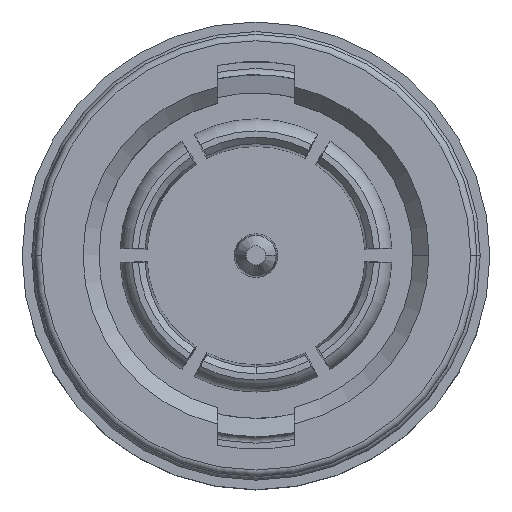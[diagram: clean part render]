
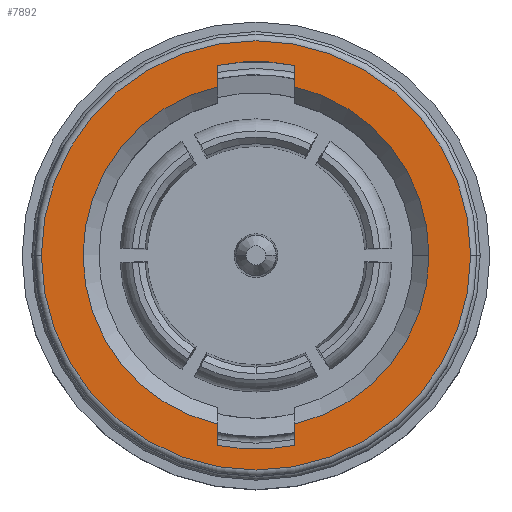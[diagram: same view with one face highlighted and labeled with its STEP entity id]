
A CAD part, top view. The second image highlights one B-rep face of the part: STEP entity #7892.
In plain terms, the highlighted planar face has unit normal (0, 0, 1).
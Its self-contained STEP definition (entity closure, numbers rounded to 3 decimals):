
#55 = DIRECTION ( 'NONE',  ( -1., 0., 0. ) ) ;
#81 = VERTEX_POINT ( 'NONE', #7146 ) ;
#105 = EDGE_LOOP ( 'NONE', ( #14427, #14620, #13121, #10864, #8966, #5254, #15781, #467, #5119 ) ) ;
#319 = EDGE_LOOP ( 'NONE', ( #13222, #4129 ) ) ;
#467 = ORIENTED_EDGE ( 'NONE', *, *, #5715, .F. ) ;
#664 = VERTEX_POINT ( 'NONE', #13630 ) ;
#679 = VERTEX_POINT ( 'NONE', #1331 ) ;
#739 = CARTESIAN_POINT ( 'NONE',  ( 1.2, -5.93, 0.85 ) ) ;
#742 = VECTOR ( 'NONE', #15910, 1000. ) ;
#782 = DIRECTION ( 'NONE',  ( 0., -1., 0. ) ) ;
#868 = CARTESIAN_POINT ( 'NONE',  ( 0., 0., 0.85 ) ) ;
#1166 = AXIS2_PLACEMENT_3D ( 'NONE', #1356, #6183, #12412 ) ;
#1189 = EDGE_CURVE ( 'NONE', #9298, #12282, #9156, .T. ) ;
#1331 = CARTESIAN_POINT ( 'NONE',  ( -1.2, 5.265, 0.85 ) ) ;
#1356 = CARTESIAN_POINT ( 'NONE',  ( 0., 0., 0.85 ) ) ;
#1538 = DIRECTION ( 'NONE',  ( 0., 0., -1. ) ) ;
#2131 = LINE ( 'NONE', #8678, #8297 ) ;
#2136 = CIRCLE ( 'NONE', #1166, 5.4 ) ;
#2441 = EDGE_CURVE ( 'NONE', #4285, #3361, #7255, .T. ) ;
#2873 = EDGE_CURVE ( 'NONE', #15321, #3176, #3854, .T. ) ;
#3068 = CARTESIAN_POINT ( 'NONE',  ( 0., 0., 0.85 ) ) ;
#3176 = VERTEX_POINT ( 'NONE', #739 ) ;
#3338 = CARTESIAN_POINT ( 'NONE',  ( 1.2, 5.93, 0.85 ) ) ;
#3361 = VERTEX_POINT ( 'NONE', #6150 ) ;
#3516 = VECTOR ( 'NONE', #5150, 1000. ) ;
#3562 = CARTESIAN_POINT ( 'NONE',  ( 0., 0., 0.85 ) ) ;
#3854 = CIRCLE ( 'NONE', #12692, 6.05 ) ;
#4006 = PLANE ( 'NONE',  #8958 ) ;
#4129 = ORIENTED_EDGE ( 'NONE', *, *, #2441, .T. ) ;
#4285 = VERTEX_POINT ( 'NONE', #6816 ) ;
#4375 = AXIS2_PLACEMENT_3D ( 'NONE', #3068, #6745, #9321 ) ;
#4491 = CARTESIAN_POINT ( 'NONE',  ( 1.2, 5.265, 0.85 ) ) ;
#4847 = CARTESIAN_POINT ( 'NONE',  ( 0., 0., 0.85 ) ) ;
#5119 = ORIENTED_EDGE ( 'NONE', *, *, #14125, .F. ) ;
#5150 = DIRECTION ( 'NONE',  ( 0., -1., 0. ) ) ;
#5254 = ORIENTED_EDGE ( 'NONE', *, *, #2873, .F. ) ;
#5269 = FACE_BOUND ( 'NONE', #105, .T. ) ;
#5585 = CARTESIAN_POINT ( 'NONE',  ( -1.2, 5.93, 0.85 ) ) ;
#5641 = LINE ( 'NONE', #8691, #3516 ) ;
#5715 = EDGE_CURVE ( 'NONE', #679, #81, #8666, .T. ) ;
#5820 = DIRECTION ( 'NONE',  ( 0., 0., 1. ) ) ;
#5850 = CARTESIAN_POINT ( 'NONE',  ( 1.2, -5.265, 0.85 ) ) ;
#6018 = EDGE_CURVE ( 'NONE', #15235, #9298, #11356, .T. ) ;
#6137 = DIRECTION ( 'NONE',  ( 0., 0., 1. ) ) ;
#6150 = CARTESIAN_POINT ( 'NONE',  ( -6.7, 0., 0.85 ) ) ;
#6183 = DIRECTION ( 'NONE',  ( 0., 0., 1. ) ) ;
#6431 = CARTESIAN_POINT ( 'NONE',  ( 0., 0., 0.85 ) ) ;
#6487 = EDGE_CURVE ( 'NONE', #81, #15321, #5641, .T. ) ;
#6692 = EDGE_CURVE ( 'NONE', #3361, #4285, #15275, .T. ) ;
#6745 = DIRECTION ( 'NONE',  ( 0., 0., 1. ) ) ;
#6816 = CARTESIAN_POINT ( 'NONE',  ( 6.7, 0., 0.85 ) ) ;
#7146 = CARTESIAN_POINT ( 'NONE',  ( -1.2, -5.265, 0.85 ) ) ;
#7255 = CIRCLE ( 'NONE', #11537, 6.7 ) ;
#7892 = ADVANCED_FACE ( 'NONE', ( #14946, #5269 ), #4006, .F. ) ;
#8260 = DIRECTION ( 'NONE',  ( -1., 0., 0. ) ) ;
#8292 = DIRECTION ( 'NONE',  ( 0., 0., 1. ) ) ;
#8297 = VECTOR ( 'NONE', #8885, 1000. ) ;
#8606 = LINE ( 'NONE', #11846, #12684 ) ;
#8666 = CIRCLE ( 'NONE', #15222, 5.4 ) ;
#8678 = CARTESIAN_POINT ( 'NONE',  ( 1.2, -4.751, 0.85 ) ) ;
#8691 = CARTESIAN_POINT ( 'NONE',  ( -1.2, -4.751, 0.85 ) ) ;
#8885 = DIRECTION ( 'NONE',  ( 0., 1., 0. ) ) ;
#8958 = AXIS2_PLACEMENT_3D ( 'NONE', #6431, #1538, #12437 ) ;
#8966 = ORIENTED_EDGE ( 'NONE', *, *, #12066, .F. ) ;
#9156 = CIRCLE ( 'NONE', #14051, 6.05 ) ;
#9298 = VERTEX_POINT ( 'NONE', #3338 ) ;
#9321 = DIRECTION ( 'NONE',  ( -1., 0., 0. ) ) ;
#10864 = ORIENTED_EDGE ( 'NONE', *, *, #13613, .F. ) ;
#10922 = DIRECTION ( 'NONE',  ( 1., 0., 0. ) ) ;
#11231 = AXIS2_PLACEMENT_3D ( 'NONE', #13248, #14598, #10922 ) ;
#11356 = LINE ( 'NONE', #13428, #742 ) ;
#11399 = CARTESIAN_POINT ( 'NONE',  ( 0., 0., 0.85 ) ) ;
#11537 = AXIS2_PLACEMENT_3D ( 'NONE', #4847, #6137, #55 ) ;
#11846 = CARTESIAN_POINT ( 'NONE',  ( -1.2, 4.751, 0.85 ) ) ;
#12066 = EDGE_CURVE ( 'NONE', #3176, #14572, #2131, .T. ) ;
#12282 = VERTEX_POINT ( 'NONE', #5585 ) ;
#12412 = DIRECTION ( 'NONE',  ( 1., 0., 0. ) ) ;
#12417 = DIRECTION ( 'NONE',  ( 1., 0., 0. ) ) ;
#12437 = DIRECTION ( 'NONE',  ( -1., 0., 0. ) ) ;
#12684 = VECTOR ( 'NONE', #782, 1000. ) ;
#12692 = AXIS2_PLACEMENT_3D ( 'NONE', #11399, #14744, #12417 ) ;
#13121 = ORIENTED_EDGE ( 'NONE', *, *, #15566, .F. ) ;
#13222 = ORIENTED_EDGE ( 'NONE', *, *, #6692, .T. ) ;
#13248 = CARTESIAN_POINT ( 'NONE',  ( 0., 0., 0.85 ) ) ;
#13428 = CARTESIAN_POINT ( 'NONE',  ( 1.2, 4.751, 0.85 ) ) ;
#13613 = EDGE_CURVE ( 'NONE', #14572, #664, #13932, .T. ) ;
#13630 = CARTESIAN_POINT ( 'NONE',  ( 5.4, 0., 0.85 ) ) ;
#13932 = CIRCLE ( 'NONE', #11231, 5.4 ) ;
#14051 = AXIS2_PLACEMENT_3D ( 'NONE', #868, #8292, #8260 ) ;
#14125 = EDGE_CURVE ( 'NONE', #12282, #679, #8606, .T. ) ;
#14427 = ORIENTED_EDGE ( 'NONE', *, *, #1189, .F. ) ;
#14572 = VERTEX_POINT ( 'NONE', #5850 ) ;
#14598 = DIRECTION ( 'NONE',  ( 0., 0., 1. ) ) ;
#14620 = ORIENTED_EDGE ( 'NONE', *, *, #6018, .F. ) ;
#14690 = CARTESIAN_POINT ( 'NONE',  ( -1.2, -5.93, 0.85 ) ) ;
#14744 = DIRECTION ( 'NONE',  ( 0., 0., 1. ) ) ;
#14946 = FACE_OUTER_BOUND ( 'NONE', #319, .T. ) ;
#15222 = AXIS2_PLACEMENT_3D ( 'NONE', #3562, #5820, #15878 ) ;
#15235 = VERTEX_POINT ( 'NONE', #4491 ) ;
#15275 = CIRCLE ( 'NONE', #4375, 6.7 ) ;
#15321 = VERTEX_POINT ( 'NONE', #14690 ) ;
#15566 = EDGE_CURVE ( 'NONE', #664, #15235, #2136, .T. ) ;
#15781 = ORIENTED_EDGE ( 'NONE', *, *, #6487, .F. ) ;
#15878 = DIRECTION ( 'NONE',  ( 1., 0., 0. ) ) ;
#15910 = DIRECTION ( 'NONE',  ( 0., 1., 0. ) ) ;
